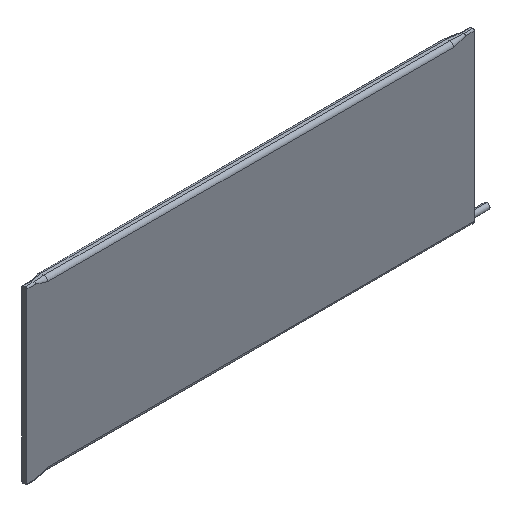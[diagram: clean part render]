
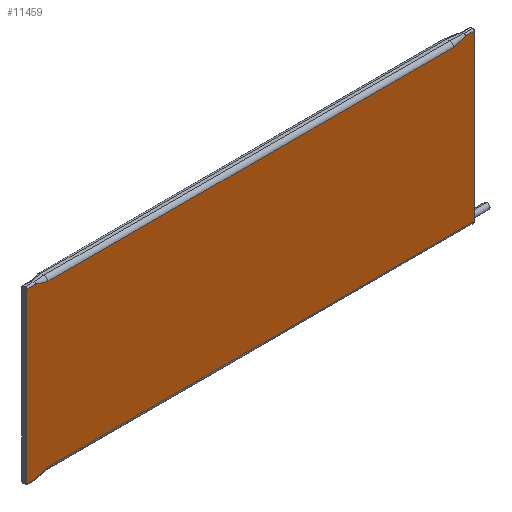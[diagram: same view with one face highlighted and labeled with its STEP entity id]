
A CAD part, isometric view. The second image highlights one B-rep face of the part: STEP entity #11459.
In plain terms, the highlighted planar face has unit normal (0, -1, 0).
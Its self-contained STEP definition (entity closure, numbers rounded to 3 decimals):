
#25 = VERTEX_POINT ( 'NONE', #963 ) ;
#180 = LINE ( 'NONE', #7701, #2143 ) ;
#270 = VERTEX_POINT ( 'NONE', #10332 ) ;
#570 = CARTESIAN_POINT ( 'NONE',  ( -72., 0., -28.25 ) ) ;
#694 = DIRECTION ( 'NONE',  ( 0.95, 0., -0.312 ) ) ;
#902 = LINE ( 'NONE', #10572, #7059 ) ;
#963 = CARTESIAN_POINT ( 'NONE',  ( -68., 0., 26.935 ) ) ;
#971 = EDGE_CURVE ( 'NONE', #270, #10751, #8431, .T. ) ;
#1003 = VECTOR ( 'NONE', #10158, 1000. ) ;
#1033 = DIRECTION ( 'NONE',  ( -0.95, 0., -0.312 ) ) ;
#1190 = VERTEX_POINT ( 'NONE', #11504 ) ;
#1296 = EDGE_CURVE ( 'NONE', #270, #11060, #9726, .T. ) ;
#1533 = CARTESIAN_POINT ( 'NONE',  ( 0., 0., 28.25 ) ) ;
#1889 = EDGE_CURVE ( 'NONE', #1190, #10751, #2208, .T. ) ;
#1918 = DIRECTION ( 'NONE',  ( 0., 0., -1. ) ) ;
#2076 = EDGE_CURVE ( 'NONE', #3568, #11003, #180, .T. ) ;
#2143 = VECTOR ( 'NONE', #9970, 1000. ) ;
#2208 = LINE ( 'NONE', #3131, #5970 ) ;
#2829 = DIRECTION ( 'NONE',  ( -1., 0., 0. ) ) ;
#3043 = VECTOR ( 'NONE', #5294, 1000. ) ;
#3131 = CARTESIAN_POINT ( 'NONE',  ( 0., 0., -28.25 ) ) ;
#3238 = VERTEX_POINT ( 'NONE', #3254 ) ;
#3254 = CARTESIAN_POINT ( 'NONE',  ( 75., 0., 28.25 ) ) ;
#3340 = CARTESIAN_POINT ( 'NONE',  ( -70., 0., -27.592 ) ) ;
#3522 = LINE ( 'NONE', #4659, #1003 ) ;
#3568 = VERTEX_POINT ( 'NONE', #6759 ) ;
#3834 = VERTEX_POINT ( 'NONE', #11709 ) ;
#3838 = VECTOR ( 'NONE', #12629, 1000. ) ;
#3965 = LINE ( 'NONE', #4176, #12627 ) ;
#4154 = ORIENTED_EDGE ( 'NONE', *, *, #971, .F. ) ;
#4176 = CARTESIAN_POINT ( 'NONE',  ( -68., 0., 26.935 ) ) ;
#4634 = ORIENTED_EDGE ( 'NONE', *, *, #1889, .T. ) ;
#4659 = CARTESIAN_POINT ( 'NONE',  ( -75., 0., 0. ) ) ;
#4678 = ORIENTED_EDGE ( 'NONE', *, *, #5845, .F. ) ;
#5275 = VECTOR ( 'NONE', #5831, 1000. ) ;
#5294 = DIRECTION ( 'NONE',  ( 1., 0., 0. ) ) ;
#5572 = EDGE_CURVE ( 'NONE', #7190, #3834, #9221, .T. ) ;
#5831 = DIRECTION ( 'NONE',  ( -1., 0., 0. ) ) ;
#5845 = EDGE_CURVE ( 'NONE', #7190, #25, #902, .T. ) ;
#5970 = VECTOR ( 'NONE', #13782, 1000. ) ;
#6142 = LINE ( 'NONE', #10466, #3838 ) ;
#6321 = AXIS2_PLACEMENT_3D ( 'NONE', #12770, #13689, #1918 ) ;
#6400 = ORIENTED_EDGE ( 'NONE', *, *, #10539, .T. ) ;
#6759 = CARTESIAN_POINT ( 'NONE',  ( 68., 0., 26.935 ) ) ;
#6957 = ORIENTED_EDGE ( 'NONE', *, *, #7518, .T. ) ;
#7001 = VECTOR ( 'NONE', #8727, 1000. ) ;
#7059 = VECTOR ( 'NONE', #694, 1000. ) ;
#7190 = VERTEX_POINT ( 'NONE', #9313 ) ;
#7353 = ORIENTED_EDGE ( 'NONE', *, *, #5572, .T. ) ;
#7468 = ORIENTED_EDGE ( 'NONE', *, *, #10609, .F. ) ;
#7518 = EDGE_CURVE ( 'NONE', #3834, #1190, #3522, .T. ) ;
#7701 = CARTESIAN_POINT ( 'NONE',  ( 68., 0., 26.935 ) ) ;
#8431 = LINE ( 'NONE', #3340, #10024 ) ;
#8531 = CARTESIAN_POINT ( 'NONE',  ( 68., 0., -26.935 ) ) ;
#8595 = CARTESIAN_POINT ( 'NONE',  ( 0., 0., 28.25 ) ) ;
#8703 = EDGE_CURVE ( 'NONE', #3238, #11003, #9788, .T. ) ;
#8727 = DIRECTION ( 'NONE',  ( -1., 0., 0. ) ) ;
#9216 = ORIENTED_EDGE ( 'NONE', *, *, #8703, .T. ) ;
#9221 = LINE ( 'NONE', #1533, #5275 ) ;
#9313 = CARTESIAN_POINT ( 'NONE',  ( -72., 0., 28.25 ) ) ;
#9326 = PLANE ( 'NONE',  #6321 ) ;
#9399 = FACE_OUTER_BOUND ( 'NONE', #13294, .T. ) ;
#9726 = LINE ( 'NONE', #8531, #3043 ) ;
#9788 = LINE ( 'NONE', #8595, #7001 ) ;
#9886 = CARTESIAN_POINT ( 'NONE',  ( 75., 0., -26.935 ) ) ;
#9970 = DIRECTION ( 'NONE',  ( 0.95, 0., 0.312 ) ) ;
#10024 = VECTOR ( 'NONE', #1033, 1000. ) ;
#10123 = CARTESIAN_POINT ( 'NONE',  ( 72., 0., 28.25 ) ) ;
#10158 = DIRECTION ( 'NONE',  ( 0., 0., -1. ) ) ;
#10186 = ORIENTED_EDGE ( 'NONE', *, *, #1296, .T. ) ;
#10332 = CARTESIAN_POINT ( 'NONE',  ( -68., 0., -26.935 ) ) ;
#10466 = CARTESIAN_POINT ( 'NONE',  ( 75., 0., -24.685 ) ) ;
#10539 = EDGE_CURVE ( 'NONE', #3568, #25, #3965, .T. ) ;
#10572 = CARTESIAN_POINT ( 'NONE',  ( -70., 0., 27.592 ) ) ;
#10609 = EDGE_CURVE ( 'NONE', #3238, #11060, #6142, .T. ) ;
#10751 = VERTEX_POINT ( 'NONE', #570 ) ;
#11003 = VERTEX_POINT ( 'NONE', #10123 ) ;
#11060 = VERTEX_POINT ( 'NONE', #9886 ) ;
#11459 = ADVANCED_FACE ( 'NONE', ( #9399 ), #9326, .T. ) ;
#11504 = CARTESIAN_POINT ( 'NONE',  ( -75., 0., -28.25 ) ) ;
#11709 = CARTESIAN_POINT ( 'NONE',  ( -75., 0., 28.25 ) ) ;
#12627 = VECTOR ( 'NONE', #2829, 1000. ) ;
#12629 = DIRECTION ( 'NONE',  ( 0., 0., -1. ) ) ;
#12770 = CARTESIAN_POINT ( 'NONE',  ( 0., 0., 0. ) ) ;
#13232 = ORIENTED_EDGE ( 'NONE', *, *, #2076, .F. ) ;
#13294 = EDGE_LOOP ( 'NONE', ( #6957, #4634, #4154, #10186, #7468, #9216, #13232, #6400, #4678, #7353 ) ) ;
#13689 = DIRECTION ( 'NONE',  ( 0., -1., 0. ) ) ;
#13782 = DIRECTION ( 'NONE',  ( 1., 0., 0. ) ) ;
